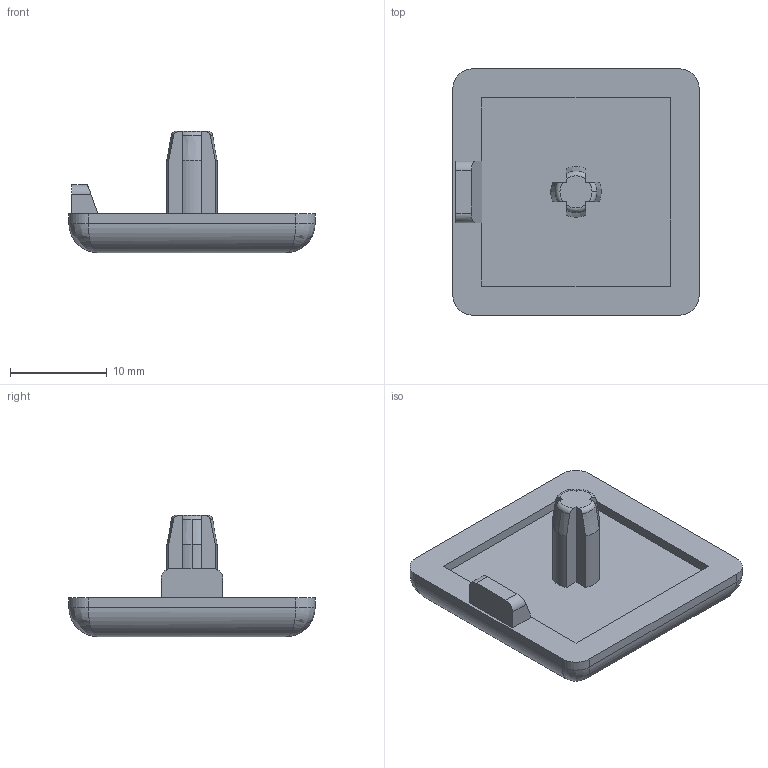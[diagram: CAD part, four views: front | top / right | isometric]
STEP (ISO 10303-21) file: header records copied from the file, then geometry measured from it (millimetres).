
FILE_DESCRIPTION (( 'STEP AP203' ), '1' );
FILE_NAME ('151092.step', '2021-06-03T16:17:15', ( '' ), ( '' ), 'SwSTEP 2.0', 'SolidWorks 2021', '' );
FILE_SCHEMA (( 'CONFIG_CONTROL_DESIGN' ));
Length unit declared in the file: millimetre
Products named in the file (1): 151092
Bounding box: 25.4 x 25.4 x 12.5 mm (x, y, z)
Volume: 2196.6 mm3; surface area: 1837.8 mm2
Topology: 1 solids, 1 shells, 54 faces, 139 edges, 85 vertices
Faces by surface type: plane 25, cylinder 15, torus 5, cone 5, bspline 4
Entity records: 2204 total; most frequent: CARTESIAN_POINT 881, ORIENTED_EDGE 270, DIRECTION 243, EDGE_CURVE 135, VERTEX_POINT 85, AXIS2_PLACEMENT_3D 83, LINE 77, VECTOR 77
